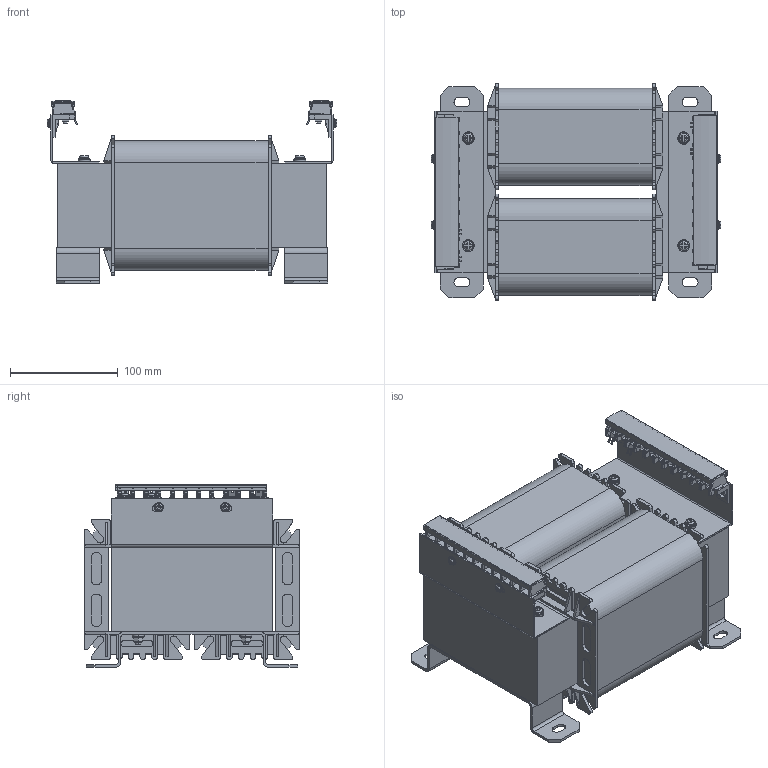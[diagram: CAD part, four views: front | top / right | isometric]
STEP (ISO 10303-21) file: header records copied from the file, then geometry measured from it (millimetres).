
FILE_DESCRIPTION((''),'2;1');
FILE_NAME('ASM0001_ASM','2023-03-11T',('Administrator'),(''),'PRO/ENGINEER BY PARAMETRIC TECHNOLOGY CORPORATION, 2008380','PRO/ENGINEER BY PARAMETRIC TECHNOLOGY CORPORATION, 2008380','');
FILE_SCHEMA(('CONFIG_CONTROL_DESIGN'));
Length unit declared in the file: millimetre
Products named in the file (14): PRT0002; PRT0001; PRT0004; PRT0003; PRT0005; PRT0006; PRT0007; DUANZI; DUANZILUODING; XIAOLUOMU; JIEXIANTONGJIAN; JIEXIANLUODING; DINGGAI; ASM0001_ASM
Assembly tree (47 placements, depth 2):
  ASM0001_ASM
    PRT0002
    PRT0001  x2
    PRT0004  x2
    PRT0003  x2
    PRT0005  x8
    PRT0006  x4
    PRT0007  x4
    DUANZI  x2
    DUANZILUODING  x4
    XIAOLUOMU  x8
    JIEXIANTONGJIAN  x4
    JIEXIANLUODING  x4
    DINGGAI  x2
Bounding box: 269 x 200.4 x 169.55 mm (x, y, z)
Volume: 4381694.8 mm3; surface area: 578809.3 mm2
Topology: 47 solids, 47 shells, 3188 faces, 8364 edges, 5326 vertices
Faces by surface type: plane 1924, cylinder 1000, bspline 104, sphere 96, torus 64
Entity records: 45532 total; most frequent: CARTESIAN_POINT 10459, ORIENTED_EDGE 7442, DIRECTION 6920, EDGE_CURVE 3721, VECTOR 2564, LINE 2564, VERTEX_POINT 2360, AXIS2_PLACEMENT_3D 2178
